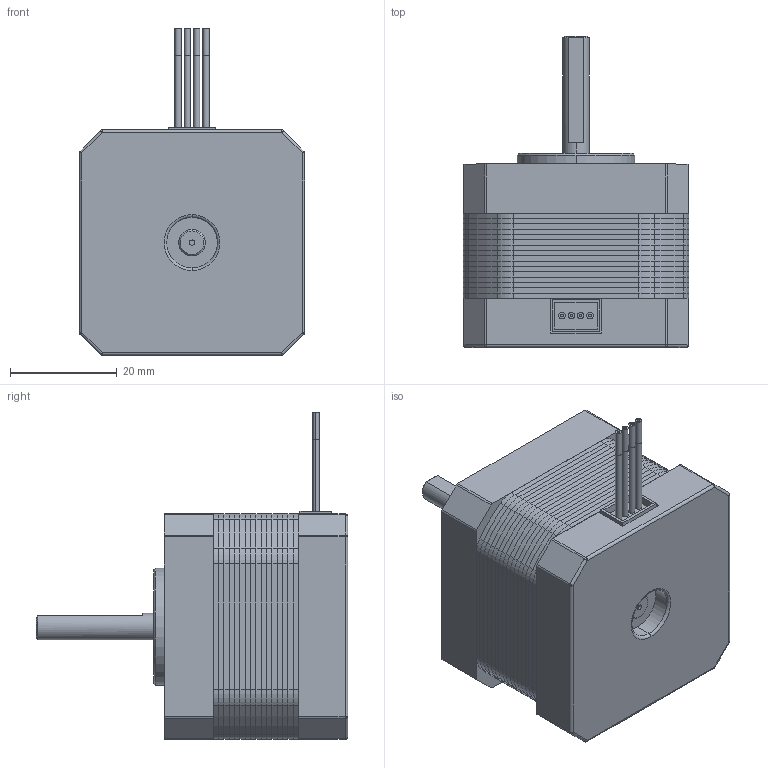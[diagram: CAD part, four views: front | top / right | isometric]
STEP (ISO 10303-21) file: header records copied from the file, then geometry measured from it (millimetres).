
FILE_DESCRIPTION (( 'STEP AP214' ), '1' );
FILE_NAME ('NEMA17_34mm_5mm_shaft.STEP', '2020-11-14T13:00:17', ( 'Moofasta' ), ( '' ), 'SwSTEP 2.0', 'SolidWorks 2020', '' );
FILE_SCHEMA (( 'AUTOMOTIVE_DESIGN' ));
Length unit declared in the file: millimetre
Products named in the file (1): NEMA17_34mm_5mm_shaft
Bounding box: 42.3 x 58.4 x 61.3 mm (x, y, z)
Volume: 59946.8 mm3; surface area: 67998.3 mm2
Topology: 27 solids, 27 shells, 453 faces, 1132 edges, 735 vertices
Faces by surface type: cylinder 268, plane 159, cone 16, sphere 8, torus 2
Entity records: 17753 total; most frequent: DIRECTION 2588, CARTESIAN_POINT 2319, ORIENTED_EDGE 2248, EDGE_CURVE 1124, AXIS2_PLACEMENT_3D 1012, VERTEX_POINT 735, LINE 564, VECTOR 564
